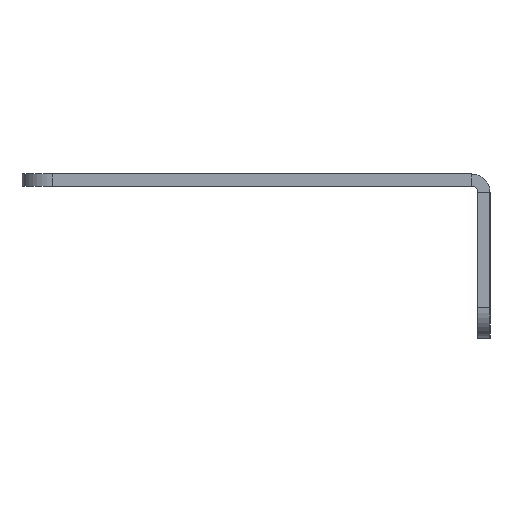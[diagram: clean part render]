
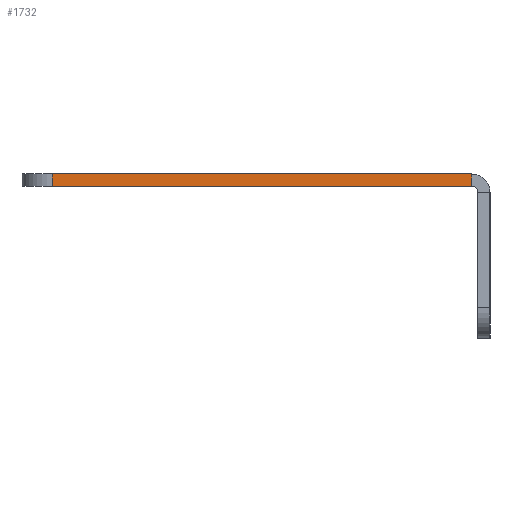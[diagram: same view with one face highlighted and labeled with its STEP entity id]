
A CAD part, left-side view. The second image highlights one B-rep face of the part: STEP entity #1732.
In plain terms, the highlighted planar face has unit normal (-1, 0, 0).
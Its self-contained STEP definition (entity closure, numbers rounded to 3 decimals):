
#76 = CARTESIAN_POINT ( 'NONE',  ( -90., 70., 0. ) ) ;
#126 = ORIENTED_EDGE ( 'NONE', *, *, #445, .T. ) ;
#135 = EDGE_CURVE ( 'NONE', #599, #1207, #1819, .T. ) ;
#147 = FACE_OUTER_BOUND ( 'NONE', #1252, .T. ) ;
#277 = CARTESIAN_POINT ( 'NONE',  ( -90., 1., 2. ) ) ;
#333 = DIRECTION ( 'NONE',  ( -1., 0., 0. ) ) ;
#341 = AXIS2_PLACEMENT_3D ( 'NONE', #1991, #333, #1614 ) ;
#445 = EDGE_CURVE ( 'NONE', #788, #599, #851, .T. ) ;
#515 = PLANE ( 'NONE',  #341 ) ;
#529 = CARTESIAN_POINT ( 'NONE',  ( -90., 1., 0. ) ) ;
#599 = VERTEX_POINT ( 'NONE', #2363 ) ;
#681 = DIRECTION ( 'NONE',  ( 0., -1., 0. ) ) ;
#702 = VECTOR ( 'NONE', #1574, 1000. ) ;
#788 = VERTEX_POINT ( 'NONE', #76 ) ;
#814 = EDGE_CURVE ( 'NONE', #1057, #1207, #2312, .T. ) ;
#851 = LINE ( 'NONE', #1590, #1097 ) ;
#859 = ORIENTED_EDGE ( 'NONE', *, *, #1676, .T. ) ;
#951 = CARTESIAN_POINT ( 'NONE',  ( -90., 70., 2. ) ) ;
#1057 = VERTEX_POINT ( 'NONE', #951 ) ;
#1070 = VECTOR ( 'NONE', #1547, 1000. ) ;
#1091 = VECTOR ( 'NONE', #1426, 1000. ) ;
#1097 = VECTOR ( 'NONE', #681, 1000. ) ;
#1207 = VERTEX_POINT ( 'NONE', #277 ) ;
#1252 = EDGE_LOOP ( 'NONE', ( #1796, #859, #126, #2140 ) ) ;
#1426 = DIRECTION ( 'NONE',  ( 0., 0., 1. ) ) ;
#1530 = CARTESIAN_POINT ( 'NONE',  ( -90., 70., -1. ) ) ;
#1547 = DIRECTION ( 'NONE',  ( 0., 0., -1. ) ) ;
#1574 = DIRECTION ( 'NONE',  ( 0., -1., 0. ) ) ;
#1590 = CARTESIAN_POINT ( 'NONE',  ( -90., 0., 0. ) ) ;
#1614 = DIRECTION ( 'NONE',  ( 0., 0., 1. ) ) ;
#1676 = EDGE_CURVE ( 'NONE', #1057, #788, #1919, .T. ) ;
#1732 = ADVANCED_FACE ( 'NONE', ( #147 ), #515, .T. ) ;
#1796 = ORIENTED_EDGE ( 'NONE', *, *, #814, .F. ) ;
#1819 = LINE ( 'NONE', #529, #1091 ) ;
#1919 = LINE ( 'NONE', #1530, #1070 ) ;
#1991 = CARTESIAN_POINT ( 'NONE',  ( -90., -2., -1. ) ) ;
#2140 = ORIENTED_EDGE ( 'NONE', *, *, #135, .T. ) ;
#2312 = LINE ( 'NONE', #2323, #702 ) ;
#2323 = CARTESIAN_POINT ( 'NONE',  ( -90., 0., 2. ) ) ;
#2363 = CARTESIAN_POINT ( 'NONE',  ( -90., 1., 0. ) ) ;
